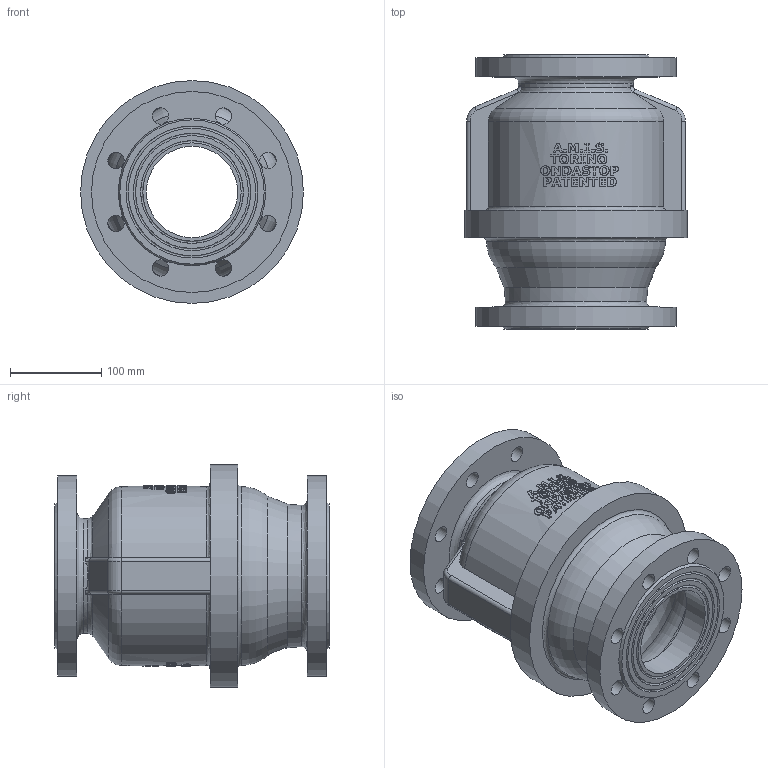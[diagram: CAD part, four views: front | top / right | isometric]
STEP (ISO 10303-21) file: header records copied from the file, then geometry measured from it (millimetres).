
FILE_DESCRIPTION((''),'2;1');
FILE_NAME('ONDASTOP DN 100 SHAPE.stp','2018-10-25T11:05:25',('BonifantiL'),(''),'Autodesk Inventor 2008','Autodesk Inventor 2008','');
FILE_SCHEMA(('AUTOMOTIVE_DESIGN { 1 0 10303 214 1 1 1 1 }'));
Length unit declared in the file: millimetre
Products named in the file (1): ONDASTOP DN 100 SHAPE
Bounding box: 244 x 300 x 244 mm (x, y, z)
Volume: 3227292.2 mm3; surface area: 510997.5 mm2
Topology: 1 solids, 1 shells, 635 faces, 1694 edges, 1123 vertices
Faces by surface type: plane 318, bspline 203, cylinder 94, torus 13, cone 7
Full cylindrical faces by diameter (mm): 18 x16, 100 x2, 126 x1, 180 x1, 220 x2, 244 x1
Entity records: 26810 total; most frequent: CARTESIAN_POINT 12110, ORIENTED_EDGE 3268, DIRECTION 2573, EDGE_CURVE 1634, VERTEX_POINT 1107, AXIS2_PLACEMENT_3D 920, EDGE_LOOP 775, VECTOR 733
